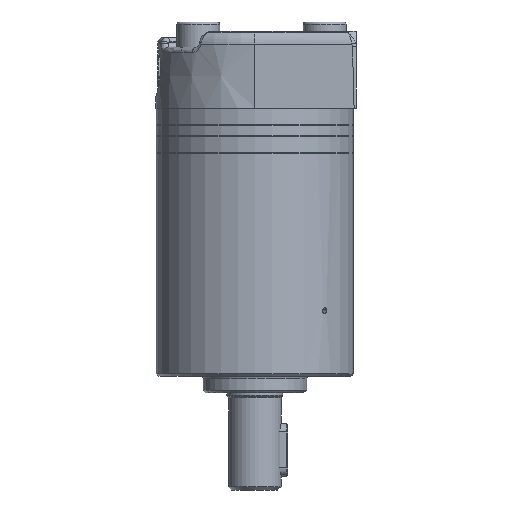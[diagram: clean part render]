
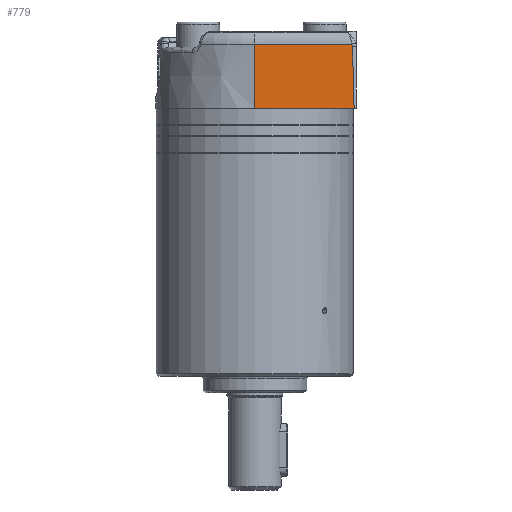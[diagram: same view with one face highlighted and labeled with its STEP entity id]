
A CAD part, left-side view. The second image highlights one B-rep face of the part: STEP entity #779.
In plain terms, the highlighted planar face has unit normal (-1, 0, 0.026).
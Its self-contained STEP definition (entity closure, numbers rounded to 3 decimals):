
#413=ELLIPSE('',#4192,5.199,3.);
#446=LINE('',#6008,#620);
#449=LINE('',#6027,#623);
#450=LINE('',#6029,#624);
#451=LINE('',#6033,#625);
#620=VECTOR('',#4744,1.);
#623=VECTOR('',#4761,1.);
#624=VECTOR('',#4762,1.);
#625=VECTOR('',#4765,1.);
#779=ADVANCED_FACE('',(#1160),#1063,.T.);
#1063=PLANE('',#4193);
#1160=FACE_OUTER_BOUND('',#1576,.T.);
#1576=EDGE_LOOP('',(#2029,#2030,#2031,#2032,#2033));
#2029=ORIENTED_EDGE('',*,*,#3453,.T.);
#2030=ORIENTED_EDGE('',*,*,#3444,.T.);
#2031=ORIENTED_EDGE('',*,*,#3454,.T.);
#2032=ORIENTED_EDGE('',*,*,#3455,.T.);
#2033=ORIENTED_EDGE('',*,*,#3456,.T.);
#3065=VERTEX_POINT('',#6007);
#3066=VERTEX_POINT('',#6009);
#3071=VERTEX_POINT('',#6028);
#3072=VERTEX_POINT('',#6030);
#3073=VERTEX_POINT('',#6032);
#3444=EDGE_CURVE('',#3066,#3065,#446,.T.);
#3453=EDGE_CURVE('',#3071,#3066,#449,.T.);
#3454=EDGE_CURVE('',#3065,#3072,#450,.T.);
#3455=EDGE_CURVE('',#3072,#3073,#413,.T.);
#3456=EDGE_CURVE('',#3073,#3071,#451,.T.);
#4192=AXIS2_PLACEMENT_3D('',#6031,#4763,#4764);
#4193=AXIS2_PLACEMENT_3D('',#6034,#4766,#4767);
#4744=DIRECTION('',(0.,-1.,0.));
#4761=DIRECTION('',(-0.026,0.,-1.));
#4762=DIRECTION('',(0.026,0.026,0.999));
#4763=DIRECTION('',(-1.,0.,0.026));
#4764=DIRECTION('',(-0.019,0.688,-0.725));
#4765=DIRECTION('',(0.,1.,0.));
#4766=DIRECTION('',(-1.,0.,0.026));
#4767=DIRECTION('',(0.026,0.,1.));
#6007=CARTESIAN_POINT('',(-30.146,3.833,0.15));
#6008=CARTESIAN_POINT('',(-30.146,17.,0.15));
#6009=CARTESIAN_POINT('',(-30.146,34.,0.15));
#6027=CARTESIAN_POINT('',(-30.15,34.,0.));
#6028=CARTESIAN_POINT('',(-29.635,34.,19.67));
#6029=CARTESIAN_POINT('',(-30.141,3.838,0.344));
#6030=CARTESIAN_POINT('',(-29.657,4.322,18.824));
#6031=CARTESIAN_POINT('',(-29.716,8.509,16.591));
#6032=CARTESIAN_POINT('',(-29.635,4.479,19.67));
#6033=CARTESIAN_POINT('',(-29.635,17.,19.67));
#6034=CARTESIAN_POINT('',(-30.15,17.,0.));
